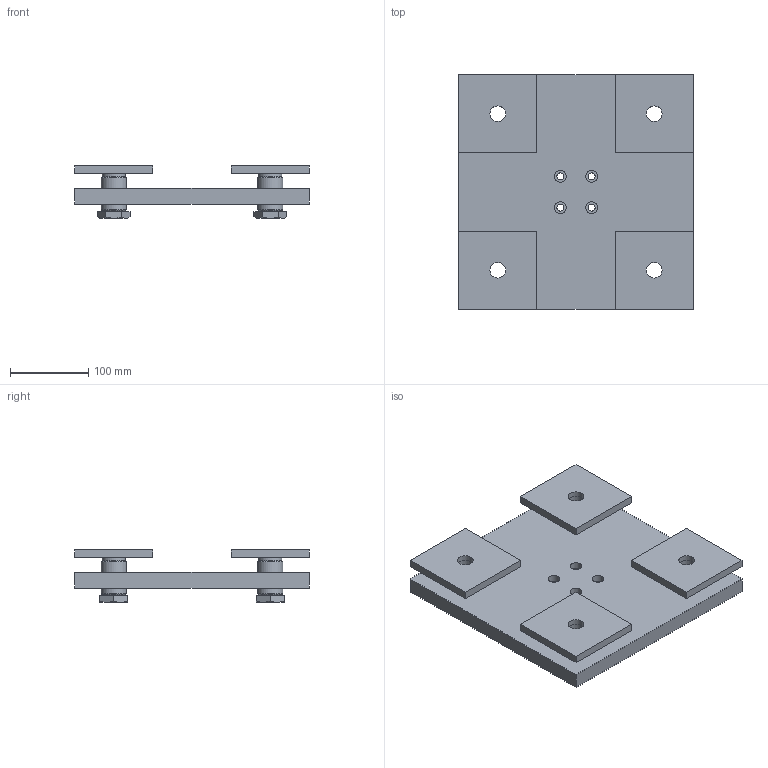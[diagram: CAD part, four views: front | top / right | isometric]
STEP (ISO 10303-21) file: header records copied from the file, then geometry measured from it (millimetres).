
FILE_DESCRIPTION(/* description */ ('Portalplatte 300 x 300'),/* implementation_level */ '2;1');
FILE_NAME(/* name */ 'SZ0322S_A.stp',/* time_stamp */ '2015-11-23T11:49:43+01:00',/* author */ ('Marina Kaa'),/* organization */ (''),/* preprocessor_version */ 'ST-DEVELOPER v15.6',/* originating_system */ 'Autodesk Inventor 2015',/* authorisation */ '');
FILE_SCHEMA (('AUTOMOTIVE_DESIGN { 1 0 10303 214 3 1 1 }'));
Length unit declared in the file: millimetre
Products named in the file (4): MK9600322_A; SS3060S_A; SZ0310S-A; SZ0322S_A
Bounding box: 300 x 300 x 67 mm (x, y, z)
Volume: 2236977.3 mm3; surface area: 350423.7 mm2
Topology: 9 solids, 9 shells, 154 faces, 332 edges, 208 vertices
Faces by surface type: plane 74, cylinder 36, cone 36, torus 8
Full cylindrical faces by diameter (mm): 9 x4, 15 x4, 20 x8, 30 x8, 30.376 x4, 32 x4, 33 x4
Entity records: 1532 total; most frequent: DIRECTION 262, CARTESIAN_POINT 258, ORIENTED_EDGE 186, AXIS2_PLACEMENT_3D 113, EDGE_LOOP 104, EDGE_CURVE 93, VERTEX_POINT 73, FACE_OUTER_BOUND 55
